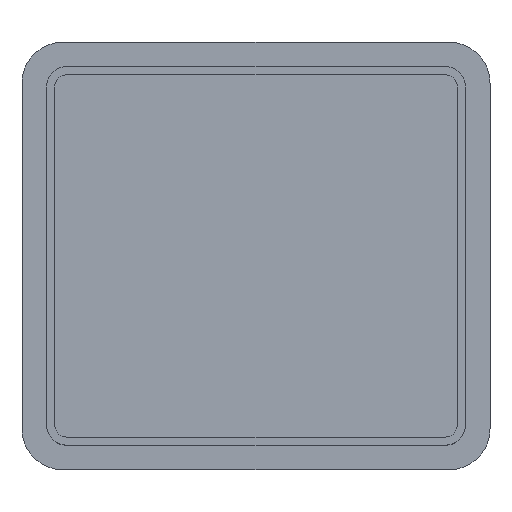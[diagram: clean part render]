
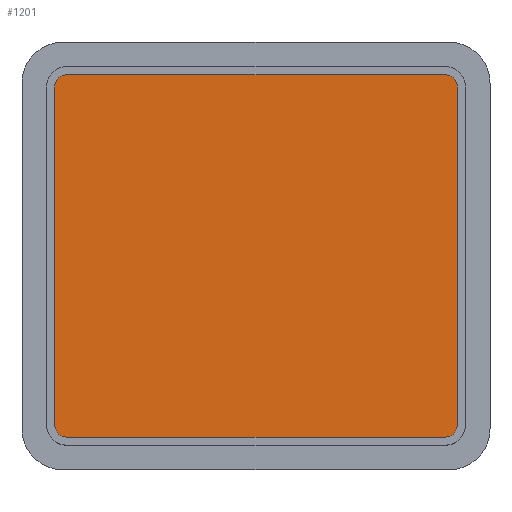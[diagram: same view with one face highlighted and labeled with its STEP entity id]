
A CAD part, top view. The second image highlights one B-rep face of the part: STEP entity #1201.
In plain terms, the highlighted planar face has unit normal (0, 0, 1).
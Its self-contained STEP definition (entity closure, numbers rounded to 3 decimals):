
#897 = VERTEX_POINT('',#898);
#898 = CARTESIAN_POINT('',(46.5,-44.5,-6.));
#931 = VERTEX_POINT('',#932);
#932 = CARTESIAN_POINT('',(49.5,-41.5,-6.));
#938 = EDGE_CURVE('',#897,#931,#939,.T.);
#939 = CIRCLE('',#940,3.);
#940 = AXIS2_PLACEMENT_3D('',#941,#942,#943);
#941 = CARTESIAN_POINT('',(46.5,-41.5,-6.));
#942 = DIRECTION('',(0.,0.,1.));
#943 = DIRECTION('',(1.,0.,0.));
#1124 = EDGE_CURVE('',#1125,#897,#1127,.T.);
#1125 = VERTEX_POINT('',#1126);
#1126 = CARTESIAN_POINT('',(-46.5,-44.5,-6.));
#1127 = LINE('',#1128,#1129);
#1128 = CARTESIAN_POINT('',(-46.5,-44.5,-6.));
#1129 = VECTOR('',#1130,1.);
#1130 = DIRECTION('',(1.,0.,0.));
#1158 = EDGE_CURVE('',#931,#1159,#1161,.T.);
#1159 = VERTEX_POINT('',#1160);
#1160 = CARTESIAN_POINT('',(49.5,41.5,-6.));
#1161 = LINE('',#1162,#1163);
#1162 = CARTESIAN_POINT('',(49.5,-41.5,-6.));
#1163 = VECTOR('',#1164,1.);
#1164 = DIRECTION('',(0.,1.,0.));
#1201 = ADVANCED_FACE('',(#1202),#1248,.T.);
#1202 = FACE_BOUND('',#1203,.T.);
#1203 = EDGE_LOOP('',(#1204,#1213,#1214,#1215,#1216,#1225,#1233,#1242));
#1204 = ORIENTED_EDGE('',*,*,#1205,.T.);
#1205 = EDGE_CURVE('',#1206,#1125,#1208,.T.);
#1206 = VERTEX_POINT('',#1207);
#1207 = CARTESIAN_POINT('',(-49.5,-41.5,-6.));
#1208 = CIRCLE('',#1209,3.);
#1209 = AXIS2_PLACEMENT_3D('',#1210,#1211,#1212);
#1210 = CARTESIAN_POINT('',(-46.5,-41.5,-6.));
#1211 = DIRECTION('',(0.,0.,1.));
#1212 = DIRECTION('',(1.,0.,0.));
#1213 = ORIENTED_EDGE('',*,*,#1124,.T.);
#1214 = ORIENTED_EDGE('',*,*,#938,.T.);
#1215 = ORIENTED_EDGE('',*,*,#1158,.T.);
#1216 = ORIENTED_EDGE('',*,*,#1217,.T.);
#1217 = EDGE_CURVE('',#1159,#1218,#1220,.T.);
#1218 = VERTEX_POINT('',#1219);
#1219 = CARTESIAN_POINT('',(46.5,44.5,-6.));
#1220 = CIRCLE('',#1221,3.);
#1221 = AXIS2_PLACEMENT_3D('',#1222,#1223,#1224);
#1222 = CARTESIAN_POINT('',(46.5,41.5,-6.));
#1223 = DIRECTION('',(0.,0.,1.));
#1224 = DIRECTION('',(1.,0.,0.));
#1225 = ORIENTED_EDGE('',*,*,#1226,.T.);
#1226 = EDGE_CURVE('',#1218,#1227,#1229,.T.);
#1227 = VERTEX_POINT('',#1228);
#1228 = CARTESIAN_POINT('',(-46.5,44.5,-6.));
#1229 = LINE('',#1230,#1231);
#1230 = CARTESIAN_POINT('',(46.5,44.5,-6.));
#1231 = VECTOR('',#1232,1.);
#1232 = DIRECTION('',(-1.,0.,0.));
#1233 = ORIENTED_EDGE('',*,*,#1234,.T.);
#1234 = EDGE_CURVE('',#1227,#1235,#1237,.T.);
#1235 = VERTEX_POINT('',#1236);
#1236 = CARTESIAN_POINT('',(-49.5,41.5,-6.));
#1237 = CIRCLE('',#1238,3.);
#1238 = AXIS2_PLACEMENT_3D('',#1239,#1240,#1241);
#1239 = CARTESIAN_POINT('',(-46.5,41.5,-6.));
#1240 = DIRECTION('',(0.,0.,1.));
#1241 = DIRECTION('',(1.,0.,0.));
#1242 = ORIENTED_EDGE('',*,*,#1243,.T.);
#1243 = EDGE_CURVE('',#1235,#1206,#1244,.T.);
#1244 = LINE('',#1245,#1246);
#1245 = CARTESIAN_POINT('',(-49.5,41.5,-6.));
#1246 = VECTOR('',#1247,1.);
#1247 = DIRECTION('',(0.,-1.,0.));
#1248 = PLANE('',#1249);
#1249 = AXIS2_PLACEMENT_3D('',#1250,#1251,#1252);
#1250 = CARTESIAN_POINT('',(0.,0.,-6.));
#1251 = DIRECTION('',(0.,0.,1.));
#1252 = DIRECTION('',(1.,0.,0.));
